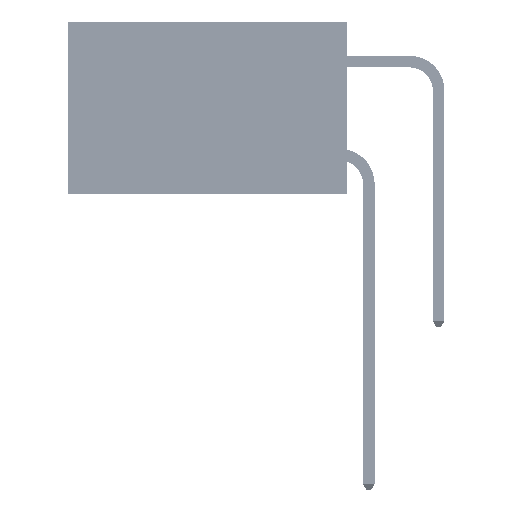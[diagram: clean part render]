
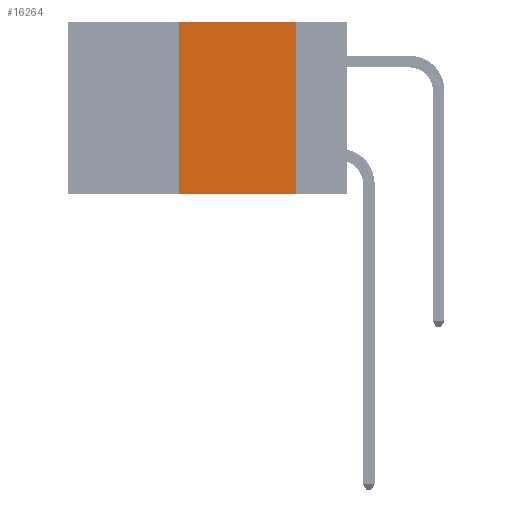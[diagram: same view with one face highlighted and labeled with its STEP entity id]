
A CAD part, left-side view. The second image highlights one B-rep face of the part: STEP entity #16264.
In plain terms, the highlighted planar face has unit normal (-1, 0, 0).
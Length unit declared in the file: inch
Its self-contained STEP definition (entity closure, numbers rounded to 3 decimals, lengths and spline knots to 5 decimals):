
#1411 = LINE ( 'NONE', #28211, #41533 ) ;
#2888 = ORIENTED_EDGE ( 'NONE', *, *, #47595, .F. ) ;
#3144 = AXIS2_PLACEMENT_3D ( 'NONE', #17108, #33235, #13884 ) ;
#3291 = CARTESIAN_POINT ( 'NONE',  ( 0., 0.11, -0.37 ) ) ;
#6260 = CARTESIAN_POINT ( 'NONE',  ( 0., 0.36, 0. ) ) ;
#6311 = LINE ( 'NONE', #10164, #46451 ) ;
#6708 = CARTESIAN_POINT ( 'NONE',  ( 0., 0.36, -0.37 ) ) ;
#8273 = VERTEX_POINT ( 'NONE', #6260 ) ;
#10164 = CARTESIAN_POINT ( 'NONE',  ( 0., 0.6, -0.37 ) ) ;
#10797 = VERTEX_POINT ( 'NONE', #3291 ) ;
#11361 = VERTEX_POINT ( 'NONE', #18521 ) ;
#11867 = EDGE_CURVE ( 'NONE', #29958, #10797, #6311, .T. ) ;
#12231 = EDGE_CURVE ( 'NONE', #29958, #8273, #20904, .T. ) ;
#13884 = DIRECTION ( 'NONE',  ( 0., 0., -1. ) ) ;
#16264 = ADVANCED_FACE ( 'NONE', ( #27328 ), #37126, .F. ) ;
#16799 = EDGE_LOOP ( 'NONE', ( #2888, #49114, #28383, #17435 ) ) ;
#17108 = CARTESIAN_POINT ( 'NONE',  ( 0., 0.6, 0. ) ) ;
#17435 = ORIENTED_EDGE ( 'NONE', *, *, #11867, .T. ) ;
#18521 = CARTESIAN_POINT ( 'NONE',  ( 0., 0.11, 0. ) ) ;
#20904 = LINE ( 'NONE', #46351, #49492 ) ;
#26197 = VECTOR ( 'NONE', #36226, 39.37008 ) ;
#27328 = FACE_OUTER_BOUND ( 'NONE', #16799, .T. ) ;
#28211 = CARTESIAN_POINT ( 'NONE',  ( 0., 0.11, 0. ) ) ;
#28383 = ORIENTED_EDGE ( 'NONE', *, *, #12231, .F. ) ;
#29958 = VERTEX_POINT ( 'NONE', #6708 ) ;
#33235 = DIRECTION ( 'NONE',  ( 1., 0., 0. ) ) ;
#33484 = EDGE_CURVE ( 'NONE', #8273, #11361, #37069, .T. ) ;
#36226 = DIRECTION ( 'NONE',  ( 0., -1., 0. ) ) ;
#37069 = LINE ( 'NONE', #44080, #26197 ) ;
#37126 = PLANE ( 'NONE',  #3144 ) ;
#37161 = DIRECTION ( 'NONE',  ( 0., -1., 0. ) ) ;
#39733 = DIRECTION ( 'NONE',  ( 0., 0., -1. ) ) ;
#41533 = VECTOR ( 'NONE', #39733, 39.37008 ) ;
#44080 = CARTESIAN_POINT ( 'NONE',  ( 0., 0.6, 0. ) ) ;
#46351 = CARTESIAN_POINT ( 'NONE',  ( 0., 0.36, 0. ) ) ;
#46451 = VECTOR ( 'NONE', #37161, 39.37008 ) ;
#47595 = EDGE_CURVE ( 'NONE', #11361, #10797, #1411, .T. ) ;
#49114 = ORIENTED_EDGE ( 'NONE', *, *, #33484, .F. ) ;
#49492 = VECTOR ( 'NONE', #50279, 39.37008 ) ;
#50279 = DIRECTION ( 'NONE',  ( 0., 0., 1. ) ) ;
